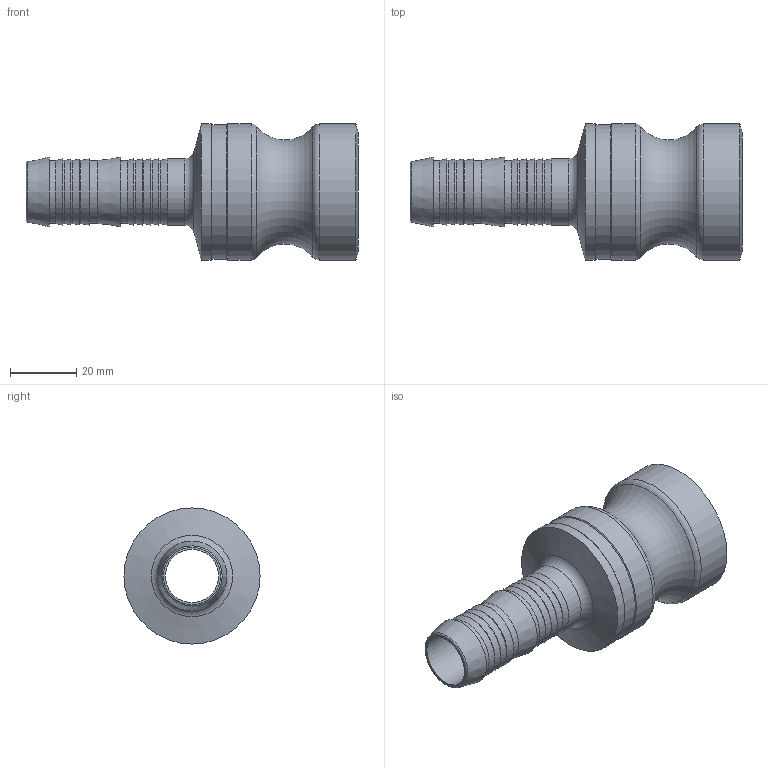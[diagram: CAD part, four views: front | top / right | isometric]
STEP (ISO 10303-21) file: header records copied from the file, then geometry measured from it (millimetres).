
FILE_DESCRIPTION(/* description */ ('SCHLAUCHSTECKER SLW 19'),/* implementation_level */ '2;1');
FILE_NAME(/* name */ 'vst_x25_19_r.stp',/* time_stamp */ '2020-04-16T10:13:13+02:00',/* author */ ('ertl'),/* organization */ (''),/* preprocessor_version */ 'ST-DEVELOPER v17',/* originating_system */ 'Autodesk Inventor 2018',/* authorisation */ '40988,78 mm^3');
FILE_SCHEMA (('AUTOMOTIVE_DESIGN { 1 0 10303 214 3 1 1 }'));
Length unit declared in the file: millimetre
Products named in the file (1): VST-X25/19 R
Bounding box: 100 x 41 x 41 mm (x, y, z)
Volume: 40836.7 mm3; surface area: 17485.8 mm2
Topology: 1 solids, 1 shells, 51 faces, 142 edges, 103 vertices
Faces by surface type: cone 17, cylinder 17, plane 12, torus 5
Full cylindrical faces by diameter (mm): 16 x1, 19 x10, 20 x1, 24 x1, 40.5 x1, 41 x3
Entity records: 1845 total; most frequent: DIRECTION 354, CARTESIAN_POINT 297, ORIENTED_EDGE 284, AXIS2_PLACEMENT_3D 160, EDGE_CURVE 142, CIRCLE 108, VERTEX_POINT 103, EDGE_LOOP 63
